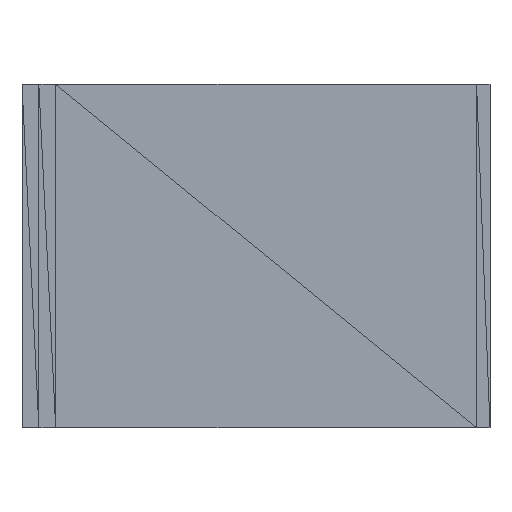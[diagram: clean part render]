
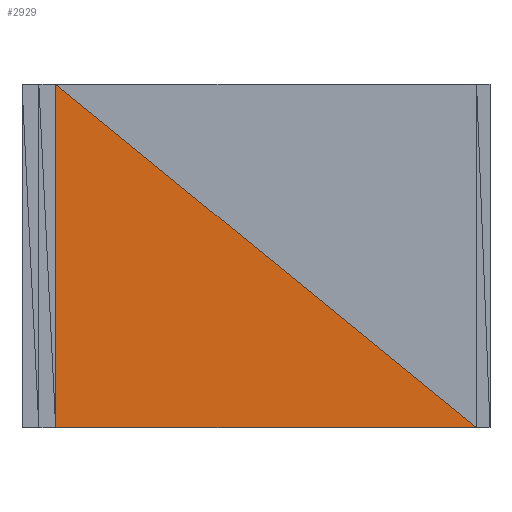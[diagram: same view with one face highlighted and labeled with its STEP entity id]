
A CAD part, left-side view. The second image highlights one B-rep face of the part: STEP entity #2929.
In plain terms, the highlighted planar face has unit normal (-1, 0, 0).
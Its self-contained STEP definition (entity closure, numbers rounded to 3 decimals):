
#694 = VERTEX_POINT('',#695);
#695 = CARTESIAN_POINT('',(-16.5,-3.,15.3));
#826 = PLANE('',#827);
#827 = AXIS2_PLACEMENT_3D('',#828,#829,#830);
#828 = CARTESIAN_POINT('',(-16.5,-26.675,4.925));
#829 = DIRECTION('',(-1.,-0.,-0.));
#830 = DIRECTION('',(0.,0.,-1.));
#2059 = VERTEX_POINT('',#2060);
#2060 = CARTESIAN_POINT('',(-16.5,-40.5,-15.3));
#2095 = PLANE('',#2096);
#2096 = AXIS2_PLACEMENT_3D('',#2097,#2098,#2099);
#2097 = CARTESIAN_POINT('',(-16.118,-21.382,
    -15.3));
#2098 = DIRECTION('',(-0.,-0.,-1.));
#2099 = DIRECTION('',(-1.,0.,0.));
#2112 = VERTEX_POINT('',#2113);
#2113 = CARTESIAN_POINT('',(-16.5,-3.,-15.3));
#2127 = PLANE('',#2128);
#2128 = AXIS2_PLACEMENT_3D('',#2129,#2130,#2131);
#2129 = CARTESIAN_POINT('',(-16.116,-3.,-0.366));
#2130 = DIRECTION('',(0.,1.,0.));
#2131 = DIRECTION('',(1.,0.,0.));
#2140 = EDGE_CURVE('',#2059,#2112,#2141,.T.);
#2141 = SURFACE_CURVE('',#2142,(#2146,#2153),.PCURVE_S1.);
#2142 = LINE('',#2143,#2144);
#2143 = CARTESIAN_POINT('',(-16.5,-40.5,-15.3));
#2144 = VECTOR('',#2145,1.);
#2145 = DIRECTION('',(0.,1.,0.));
#2146 = PCURVE('',#2095,#2147);
#2147 = DEFINITIONAL_REPRESENTATION('',(#2148),#2152);
#2148 = LINE('',#2149,#2150);
#2149 = CARTESIAN_POINT('',(0.382,-19.118));
#2150 = VECTOR('',#2151,1.);
#2151 = DIRECTION('',(0.,1.));
#2152 = ( GEOMETRIC_REPRESENTATION_CONTEXT(2) 
PARAMETRIC_REPRESENTATION_CONTEXT() REPRESENTATION_CONTEXT('2D SPACE',''
  ) );
#2153 = PCURVE('',#2154,#2159);
#2154 = PLANE('',#2155);
#2155 = AXIS2_PLACEMENT_3D('',#2156,#2157,#2158);
#2156 = CARTESIAN_POINT('',(-16.5,-16.825,-4.925));
#2157 = DIRECTION('',(-1.,-0.,-0.));
#2158 = DIRECTION('',(0.,0.,-1.));
#2159 = DEFINITIONAL_REPRESENTATION('',(#2160),#2164);
#2160 = LINE('',#2161,#2162);
#2161 = CARTESIAN_POINT('',(10.375,23.675));
#2162 = VECTOR('',#2163,1.);
#2163 = DIRECTION('',(0.,-1.));
#2164 = ( GEOMETRIC_REPRESENTATION_CONTEXT(2) 
PARAMETRIC_REPRESENTATION_CONTEXT() REPRESENTATION_CONTEXT('2D SPACE',''
  ) );
#2929 = ADVANCED_FACE('',(#2930),#2154,.T.);
#2930 = FACE_BOUND('',#2931,.T.);
#2931 = EDGE_LOOP('',(#2932,#2933,#2954));
#2932 = ORIENTED_EDGE('',*,*,#2140,.F.);
#2933 = ORIENTED_EDGE('',*,*,#2934,.T.);
#2934 = EDGE_CURVE('',#2059,#694,#2935,.T.);
#2935 = SURFACE_CURVE('',#2936,(#2940,#2947),.PCURVE_S1.);
#2936 = LINE('',#2937,#2938);
#2937 = CARTESIAN_POINT('',(-16.5,-40.5,-15.3));
#2938 = VECTOR('',#2939,1.);
#2939 = DIRECTION('',(0.,0.775,0.632));
#2940 = PCURVE('',#2154,#2941);
#2941 = DEFINITIONAL_REPRESENTATION('',(#2942),#2946);
#2942 = LINE('',#2943,#2944);
#2943 = CARTESIAN_POINT('',(10.375,23.675));
#2944 = VECTOR('',#2945,1.);
#2945 = DIRECTION('',(-0.632,-0.775));
#2946 = ( GEOMETRIC_REPRESENTATION_CONTEXT(2) 
PARAMETRIC_REPRESENTATION_CONTEXT() REPRESENTATION_CONTEXT('2D SPACE',''
  ) );
#2947 = PCURVE('',#826,#2948);
#2948 = DEFINITIONAL_REPRESENTATION('',(#2949),#2953);
#2949 = LINE('',#2950,#2951);
#2950 = CARTESIAN_POINT('',(20.225,13.825));
#2951 = VECTOR('',#2952,1.);
#2952 = DIRECTION('',(-0.632,-0.775));
#2953 = ( GEOMETRIC_REPRESENTATION_CONTEXT(2) 
PARAMETRIC_REPRESENTATION_CONTEXT() REPRESENTATION_CONTEXT('2D SPACE',''
  ) );
#2954 = ORIENTED_EDGE('',*,*,#2955,.T.);
#2955 = EDGE_CURVE('',#694,#2112,#2956,.T.);
#2956 = SURFACE_CURVE('',#2957,(#2961,#2968),.PCURVE_S1.);
#2957 = LINE('',#2958,#2959);
#2958 = CARTESIAN_POINT('',(-16.5,-3.,15.3));
#2959 = VECTOR('',#2960,1.);
#2960 = DIRECTION('',(0.,0.,-1.));
#2961 = PCURVE('',#2154,#2962);
#2962 = DEFINITIONAL_REPRESENTATION('',(#2963),#2967);
#2963 = LINE('',#2964,#2965);
#2964 = CARTESIAN_POINT('',(-20.225,-13.825));
#2965 = VECTOR('',#2966,1.);
#2966 = DIRECTION('',(1.,0.));
#2967 = ( GEOMETRIC_REPRESENTATION_CONTEXT(2) 
PARAMETRIC_REPRESENTATION_CONTEXT() REPRESENTATION_CONTEXT('2D SPACE',''
  ) );
#2968 = PCURVE('',#2127,#2969);
#2969 = DEFINITIONAL_REPRESENTATION('',(#2970),#2974);
#2970 = LINE('',#2971,#2972);
#2971 = CARTESIAN_POINT('',(-0.384,-15.666));
#2972 = VECTOR('',#2973,1.);
#2973 = DIRECTION('',(0.,1.));
#2974 = ( GEOMETRIC_REPRESENTATION_CONTEXT(2) 
PARAMETRIC_REPRESENTATION_CONTEXT() REPRESENTATION_CONTEXT('2D SPACE',''
  ) );
